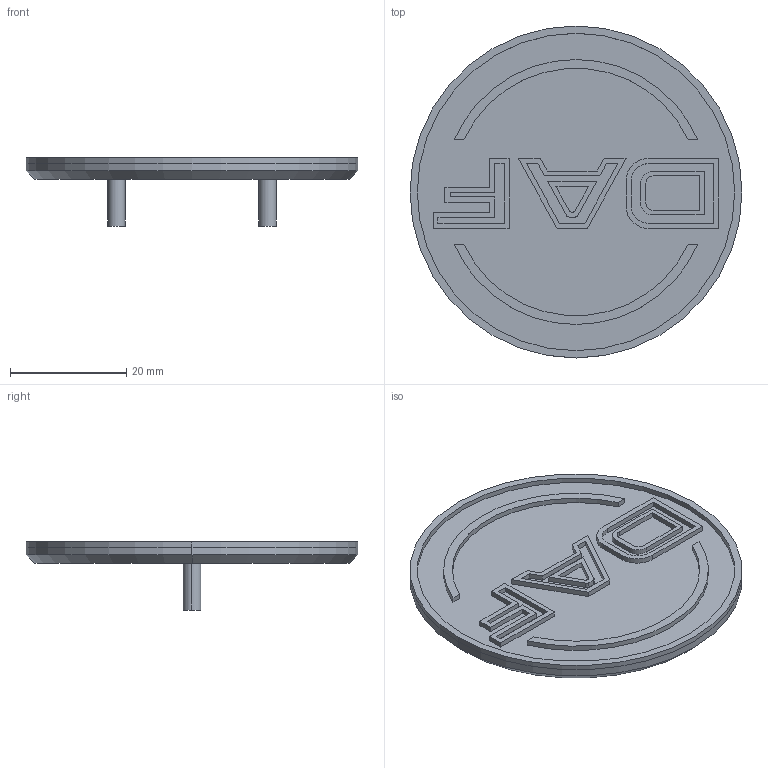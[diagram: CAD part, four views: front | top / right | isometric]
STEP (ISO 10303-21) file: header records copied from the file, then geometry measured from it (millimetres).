
FILE_DESCRIPTION(('CATIA V5 STEP Exchange'),'2;1');
FILE_NAME('DAF.stp','2014-01-30T19:01:13+00:00',('none'),('none'),'CATIA Version 5 Release 18 GA (IN-10)','CATIA V5 STEP AP203','none');
FILE_SCHEMA(('CONFIG_CONTROL_DESIGN'));
Length unit declared in the file: millimetre
Products named in the file (1): Pièce1
Bounding box: 57 x 57 x 11.7 mm (x, y, z)
Volume: 7556.6 mm3; surface area: 6482.3 mm2
Topology: 1 solids, 1 shells, 107 faces, 270 edges, 181 vertices
Faces by surface type: plane 80, cylinder 25, cone 2
Entity records: 3016 total; most frequent: ORIENTED_EDGE 532, CARTESIAN_POINT 528, DIRECTION 416, EDGE_CURVE 266, VECTOR 220, LINE 220, VERTEX_POINT 176, AXIS2_PLACEMENT_3D 124
